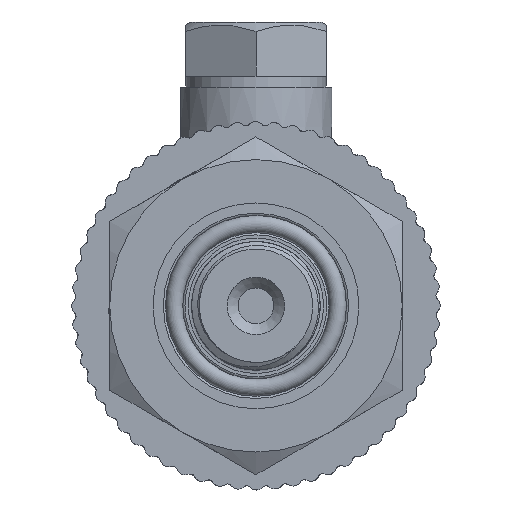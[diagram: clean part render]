
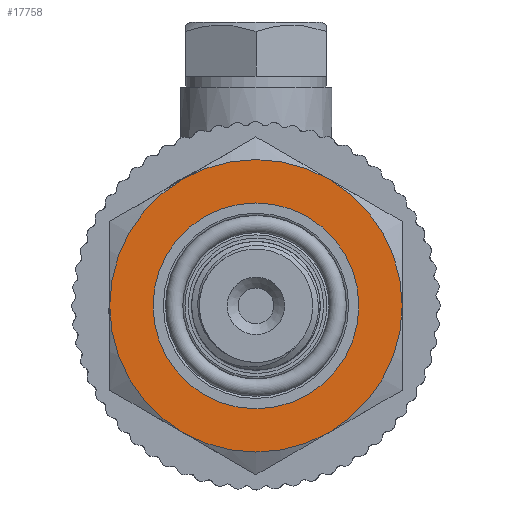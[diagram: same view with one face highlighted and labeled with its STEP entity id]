
A CAD part, left-side view. The second image highlights one B-rep face of the part: STEP entity #17758.
In plain terms, the highlighted face is planar.
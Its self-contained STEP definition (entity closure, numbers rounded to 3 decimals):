
#222=FACE_BOUND('',#2908,.T.);
#850=PLANE('',#18953);
#1861=FACE_OUTER_BOUND('',#2907,.T.);
#2907=EDGE_LOOP('',(#16424));
#2908=EDGE_LOOP('',(#16425));
#3456=CIRCLE('',#18916,13.5);
#3479=CIRCLE('',#18954,9.5);
#8229=VERTEX_POINT('',#55827);
#8247=VERTEX_POINT('',#55890);
#10944=EDGE_CURVE('',#8229,#8229,#3456,.T.);
#10974=EDGE_CURVE('',#8247,#8247,#3479,.T.);
#16424=ORIENTED_EDGE('',*,*,#10944,.T.);
#16425=ORIENTED_EDGE('',*,*,#10974,.F.);
#17758=ADVANCED_FACE('',(#1861,#222),#850,.T.);
#18916=AXIS2_PLACEMENT_3D('',#55828,#21990,#21991);
#18953=AXIS2_PLACEMENT_3D('',#55889,#22071,#22072);
#18954=AXIS2_PLACEMENT_3D('',#55891,#22073,#22074);
#21990=DIRECTION('center_axis',(1.,0.,0.));
#21991=DIRECTION('ref_axis',(0.,0.,-1.));
#22071=DIRECTION('center_axis',(1.,0.,0.));
#22072=DIRECTION('ref_axis',(0.,0.,-1.));
#22073=DIRECTION('center_axis',(1.,0.,0.));
#22074=DIRECTION('ref_axis',(0.,0.,-1.));
#55827=CARTESIAN_POINT('',(-14.,-13.5,0.));
#55828=CARTESIAN_POINT('Origin',(-14.,0.,0.));
#55889=CARTESIAN_POINT('Origin',(-14.,9.5,0.));
#55890=CARTESIAN_POINT('',(-14.,-9.5,0.));
#55891=CARTESIAN_POINT('Origin',(-14.,0.,0.));
